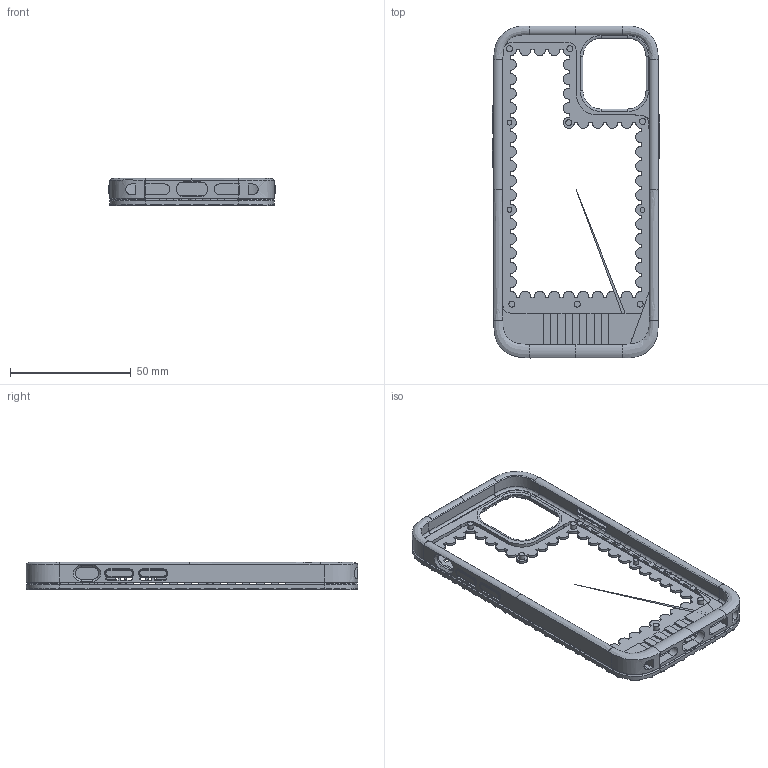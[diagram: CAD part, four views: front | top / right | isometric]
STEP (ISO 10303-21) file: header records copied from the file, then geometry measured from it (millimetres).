
FILE_DESCRIPTION(/* description */ (''),/* implementation_level */ '2;1');
FILE_NAME(/* name */ 'iPhone12mini-heatsink-case_v14.step',/* time_stamp */ '2024-11-18T21:57:11+01:00',/* author */ (''),/* organization */ (''),/* preprocessor_version */ 'ST-DEVELOPER v20',/* originating_system */ 'Autodesk Translation Framework v13.20.0.188',/* authorisation */ '');
FILE_SCHEMA (('AUTOMOTIVE_DESIGN { 1 0 10303 214 3 1 1 }'));
Products named in the file (1): pd-everyday-iphone-12-mini-case
Bounding box: 69.2 x 137.2 x 11.34 mm (x, y, z)
Volume: 14277.1 mm3; surface area: 19769.3 mm2
Topology: 1 solids, 1 shells, 1415 faces, 3759 edges, 2341 vertices
Faces by surface type: plane 618, cylinder 465, torus 222, bspline 81, cone 29
Full cylindrical faces by diameter (mm): 2 x3, 2.5 x7, 5 x35
Entity records: 52371 total; most frequent: CARTESIAN_POINT 17356, ORIENTED_EDGE 7522, DIRECTION 7137, EDGE_CURVE 3761, AXIS2_PLACEMENT_3D 2535, VERTEX_POINT 2345, LINE 2067, VECTOR 2067
